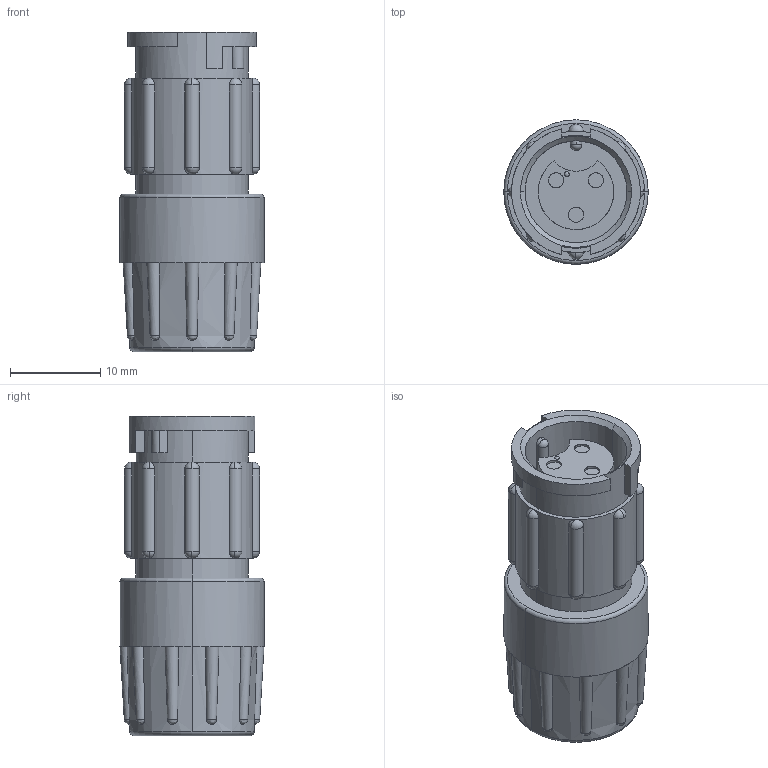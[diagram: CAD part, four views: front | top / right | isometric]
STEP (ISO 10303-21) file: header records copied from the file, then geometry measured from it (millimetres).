
FILE_DESCRIPTION (( 'STEP AP203' ), '1' );
FILE_NAME ('8282-3SG-3XX.STEP', '2018-02-20T17:09:08', ( '' ), ( '' ), 'SwSTEP 2.0', 'SolidWorks 2017', '' );
FILE_SCHEMA (( 'CONFIG_CONTROL_DESIGN' ));
Length unit declared in the file: inch
Products named in the file (1): 8282-3SG-3XX
Bounding box: 16 x 16 x 35.43 mm (x, y, z)
Volume: 5030.5 mm3; surface area: 2771.9 mm2
Topology: 1 solids, 1 shells, 151 faces, 384 edges, 243 vertices
Faces by surface type: cylinder 52, plane 39, torus 34, bspline 20, cone 4, sphere 2
Entity records: 11220 total; most frequent: CARTESIAN_POINT 7861, ORIENTED_EDGE 754, DIRECTION 576, EDGE_CURVE 377, AXIS2_PLACEMENT_3D 242, VERTEX_POINT 240, B_SPLINE_CURVE_WITH_KNOTS 175, EDGE_LOOP 163
